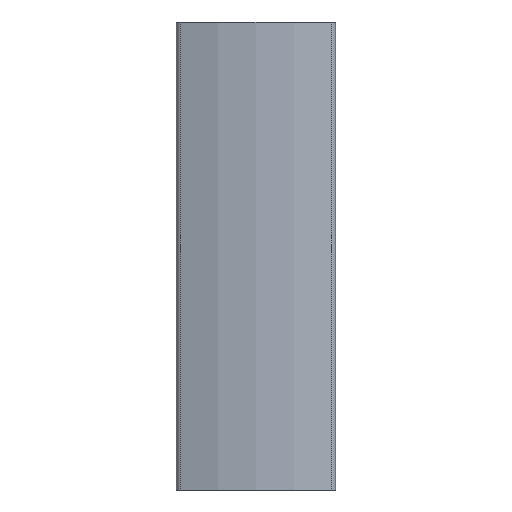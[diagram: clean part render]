
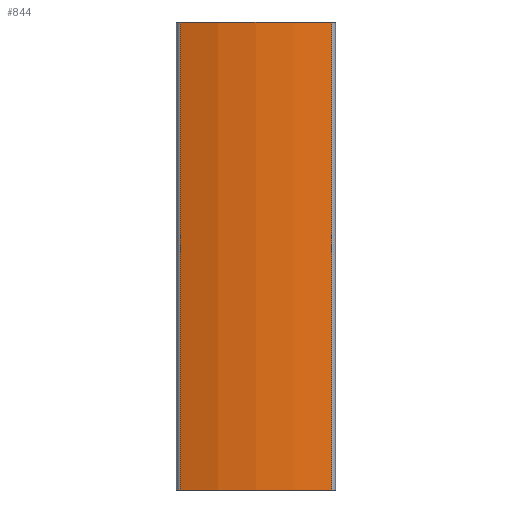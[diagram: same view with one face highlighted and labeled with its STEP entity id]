
A CAD part, left-side view. The second image highlights one B-rep face of the part: STEP entity #844.
In plain terms, the highlighted cylindrical face has radius 121 mm (diameter 242 mm), a partial arc.
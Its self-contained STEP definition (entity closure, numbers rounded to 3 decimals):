
#5 = DIRECTION ( 'NONE',  ( 1., 0., 0. ) ) ;
#65 = EDGE_LOOP ( 'NONE', ( #840, #763, #1707, #548 ) ) ;
#276 = CARTESIAN_POINT ( 'NONE',  ( -23.879, -40.504, 0. ) ) ;
#278 = VECTOR ( 'NONE', #1417, 1000. ) ;
#292 = EDGE_CURVE ( 'NONE', #429, #531, #1334, .T. ) ;
#378 = DIRECTION ( 'NONE',  ( 1., 0., 0. ) ) ;
#409 = CIRCLE ( 'NONE', #635, 121. ) ;
#411 = DIRECTION ( 'NONE',  ( 0., 0., 1. ) ) ;
#424 = CARTESIAN_POINT ( 'NONE',  ( -23.879, 40.504, -250. ) ) ;
#429 = VERTEX_POINT ( 'NONE', #1508 ) ;
#497 = FACE_OUTER_BOUND ( 'NONE', #65, .T. ) ;
#518 = CARTESIAN_POINT ( 'NONE',  ( 90.141, 0., -250. ) ) ;
#529 = VERTEX_POINT ( 'NONE', #1583 ) ;
#531 = VERTEX_POINT ( 'NONE', #1111 ) ;
#548 = ORIENTED_EDGE ( 'NONE', *, *, #565, .T. ) ;
#565 = EDGE_CURVE ( 'NONE', #531, #1563, #1929, .T. ) ;
#635 = AXIS2_PLACEMENT_3D ( 'NONE', #1861, #945, #5 ) ;
#763 = ORIENTED_EDGE ( 'NONE', *, *, #1855, .F. ) ;
#840 = ORIENTED_EDGE ( 'NONE', *, *, #1938, .F. ) ;
#844 = ADVANCED_FACE ( 'NONE', ( #497 ), #1544, .T. ) ;
#909 = DIRECTION ( 'NONE',  ( 0., 0., 1. ) ) ;
#945 = DIRECTION ( 'NONE',  ( 0., 0., 1. ) ) ;
#1111 = CARTESIAN_POINT ( 'NONE',  ( -23.879, -40.504, -250. ) ) ;
#1154 = DIRECTION ( 'NONE',  ( 0., 0., 1. ) ) ;
#1267 = AXIS2_PLACEMENT_3D ( 'NONE', #1346, #411, #1954 ) ;
#1334 = CIRCLE ( 'NONE', #1267, 121. ) ;
#1346 = CARTESIAN_POINT ( 'NONE',  ( 90.141, 0., -250. ) ) ;
#1365 = LINE ( 'NONE', #424, #1728 ) ;
#1417 = DIRECTION ( 'NONE',  ( 0., 0., 1. ) ) ;
#1508 = CARTESIAN_POINT ( 'NONE',  ( -23.879, 40.504, -250. ) ) ;
#1535 = AXIS2_PLACEMENT_3D ( 'NONE', #518, #1154, #378 ) ;
#1544 = CYLINDRICAL_SURFACE ( 'NONE', #1535, 121. ) ;
#1563 = VERTEX_POINT ( 'NONE', #276 ) ;
#1583 = CARTESIAN_POINT ( 'NONE',  ( -23.879, 40.504, 0. ) ) ;
#1707 = ORIENTED_EDGE ( 'NONE', *, *, #292, .T. ) ;
#1728 = VECTOR ( 'NONE', #909, 1000. ) ;
#1855 = EDGE_CURVE ( 'NONE', #429, #529, #1365, .T. ) ;
#1861 = CARTESIAN_POINT ( 'NONE',  ( 90.141, 0., 0. ) ) ;
#1929 = LINE ( 'NONE', #2009, #278 ) ;
#1938 = EDGE_CURVE ( 'NONE', #529, #1563, #409, .T. ) ;
#1954 = DIRECTION ( 'NONE',  ( 1., 0., 0. ) ) ;
#2009 = CARTESIAN_POINT ( 'NONE',  ( -23.879, -40.504, -250. ) ) ;
